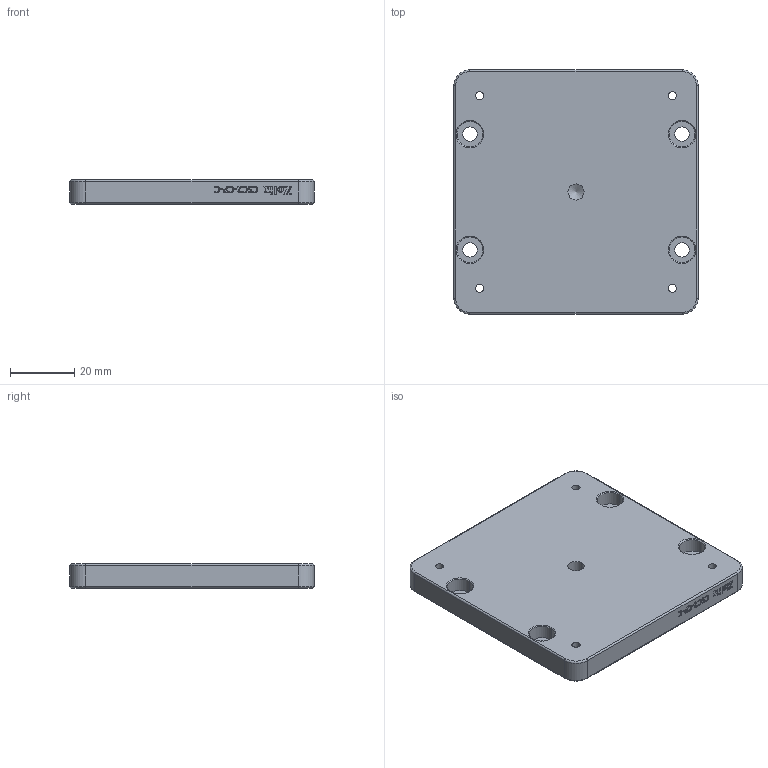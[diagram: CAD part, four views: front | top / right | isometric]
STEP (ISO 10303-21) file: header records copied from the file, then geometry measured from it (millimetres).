
FILE_DESCRIPTION (( 'STEP AP203' ), '1' );
FILE_NAME ('CSC2-CP-C.STEP', '2025-07-25T01:47:47', ( '' ), ( '' ), 'SwSTEP 2.0', 'SolidWorks 2020', '' );
FILE_SCHEMA (( 'CONFIG_CONTROL_DESIGN' ));
Length unit declared in the file: millimetre
Products named in the file (1): CSC2-CP-C
Bounding box: 76 x 76 x 7.5 mm (x, y, z)
Volume: 41097.7 mm3; surface area: 14959.7 mm2
Topology: 1 solids, 1 shells, 350 faces, 932 edges, 610 vertices
Faces by surface type: plane 200, bspline 82, cylinder 42, cone 18, torus 8
Entity records: 12543 total; most frequent: CARTESIAN_POINT 4791, ORIENTED_EDGE 1864, DIRECTION 1112, EDGE_CURVE 932, VERTEX_POINT 610, B_SPLINE_CURVE_WITH_KNOTS 468, EDGE_LOOP 394, AXIS2_PLACEMENT_3D 379
